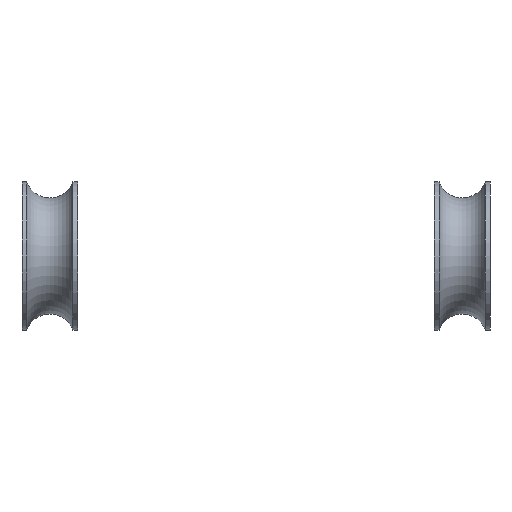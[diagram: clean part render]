
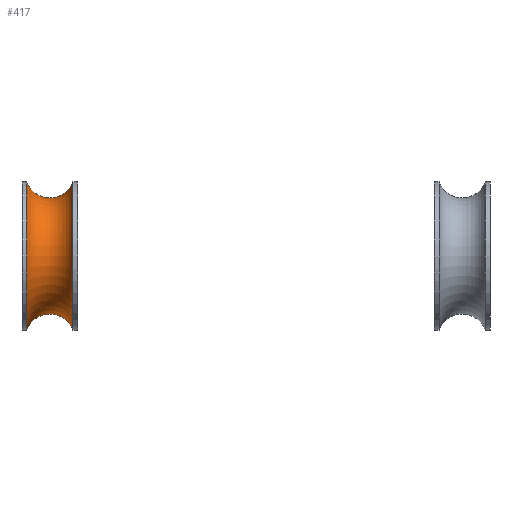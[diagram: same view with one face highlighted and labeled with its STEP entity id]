
A CAD part, front view. The second image highlights one B-rep face of the part: STEP entity #417.
In plain terms, the highlighted toroidal (fillet/blend) face has major radius 17.821 mm and minor radius 5.321 mm.
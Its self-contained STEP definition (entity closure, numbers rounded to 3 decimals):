
#22=TOROIDAL_SURFACE('',#486,17.821,5.321);
#65=FACE_OUTER_BOUND('',#105,.T.);
#105=EDGE_LOOP('',(#325,#326,#327,#328));
#176=CIRCLE('',#485,16.);
#177=CIRCLE('',#487,5.321);
#178=CIRCLE('',#488,16.);
#211=VERTEX_POINT('',#740);
#212=VERTEX_POINT('',#744);
#250=EDGE_CURVE('',#211,#211,#176,.T.);
#252=EDGE_CURVE('',#211,#212,#177,.T.);
#253=EDGE_CURVE('',#212,#212,#178,.T.);
#325=ORIENTED_EDGE('',*,*,#250,.T.);
#326=ORIENTED_EDGE('',*,*,#252,.T.);
#327=ORIENTED_EDGE('',*,*,#253,.F.);
#328=ORIENTED_EDGE('',*,*,#252,.F.);
#417=ADVANCED_FACE('',(#65),#22,.F.);
#485=AXIS2_PLACEMENT_3D('',#741,#596,#597);
#486=AXIS2_PLACEMENT_3D('',#743,#599,#600);
#487=AXIS2_PLACEMENT_3D('',#745,#601,#602);
#488=AXIS2_PLACEMENT_3D('',#746,#603,#604);
#596=DIRECTION('center_axis',(-1.,0.,0.));
#597=DIRECTION('ref_axis',(0.,0.,1.));
#599=DIRECTION('center_axis',(-1.,0.,0.));
#600=DIRECTION('ref_axis',(0.,0.,1.));
#601=DIRECTION('center_axis',(0.,-1.,0.));
#602=DIRECTION('ref_axis',(0.,0.,-1.));
#603=DIRECTION('center_axis',(-1.,0.,0.));
#604=DIRECTION('ref_axis',(0.,0.,1.));
#740=CARTESIAN_POINT('',(140.5,-9.244,68.701));
#741=CARTESIAN_POINT('Origin',(140.5,-9.244,84.701));
#743=CARTESIAN_POINT('Origin',(135.5,-9.244,84.701));
#744=CARTESIAN_POINT('',(130.5,-9.244,68.701));
#745=CARTESIAN_POINT('Origin',(135.5,-9.244,66.88));
#746=CARTESIAN_POINT('Origin',(130.5,-9.244,84.701));
